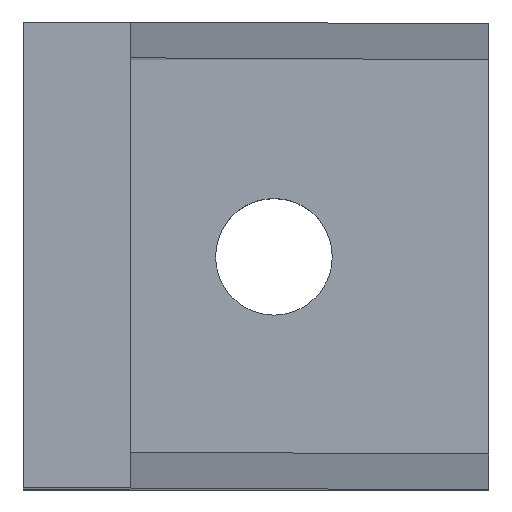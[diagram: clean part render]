
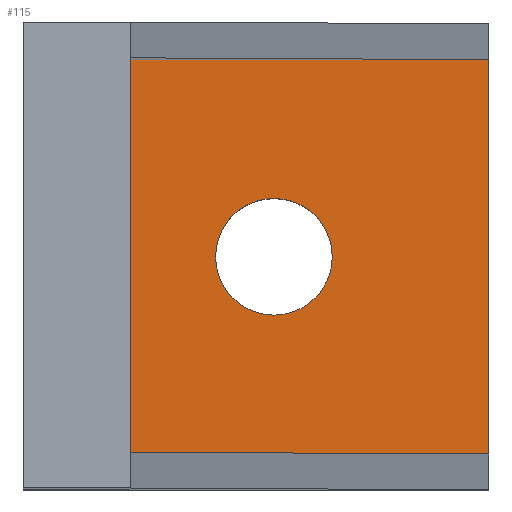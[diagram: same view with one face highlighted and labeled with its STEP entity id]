
A CAD part, top view. The second image highlights one B-rep face of the part: STEP entity #115.
In plain terms, the highlighted planar face has unit normal (0, 0, 1).
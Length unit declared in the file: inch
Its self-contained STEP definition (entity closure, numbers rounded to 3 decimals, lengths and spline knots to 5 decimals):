
#115=ADVANCED_FACE('',(#231,#232),#233,.T.);
#231=FACE_OUTER_BOUND('',#425,.T.);
#232=FACE_BOUND('',#426,.T.);
#233=PLANE('',#427);
#425=EDGE_LOOP('',(#668,#669,#670,#671,#672,#673));
#426=EDGE_LOOP('',(#674,#675,#676,#677));
#427=AXIS2_PLACEMENT_3D('',#678,#679,#680);
#668=ORIENTED_EDGE('',*,*,#814,.F.);
#669=ORIENTED_EDGE('',*,*,#765,.F.);
#670=ORIENTED_EDGE('',*,*,#788,.F.);
#671=ORIENTED_EDGE('',*,*,#744,.T.);
#672=ORIENTED_EDGE('',*,*,#775,.T.);
#673=ORIENTED_EDGE('',*,*,#803,.F.);
#674=ORIENTED_EDGE('',*,*,#712,.F.);
#675=ORIENTED_EDGE('',*,*,#810,.F.);
#676=ORIENTED_EDGE('',*,*,#761,.F.);
#677=ORIENTED_EDGE('',*,*,#769,.F.);
#678=CARTESIAN_POINT('',(0.813,0.81308,0.375));
#679=DIRECTION('',(0.,0.,1.0));
#680=DIRECTION('',(1.0,0.,0.));
#712=EDGE_CURVE('',#838,#839,#840,.T.);
#744=EDGE_CURVE('',#892,#887,#894,.T.);
#761=EDGE_CURVE('',#921,#922,#923,.T.);
#765=EDGE_CURVE('',#927,#859,#928,.T.);
#769=EDGE_CURVE('',#839,#921,#932,.T.);
#775=EDGE_CURVE('',#887,#937,#939,.T.);
#788=EDGE_CURVE('',#892,#927,#956,.T.);
#803=EDGE_CURVE('',#975,#937,#976,.T.);
#810=EDGE_CURVE('',#922,#838,#983,.T.);
#814=EDGE_CURVE('',#859,#975,#987,.T.);
#838=VERTEX_POINT('',#1027);
#839=VERTEX_POINT('',#1028);
#840=B_SPLINE_CURVE_WITH_KNOTS('',3,(#1029,#1030,#1031,#1032),.UNSPECIFIED.,.F.,.F.,(4,4),(-1.0,-0.0),.UNSPECIFIED.);
#859=VERTEX_POINT('',#1061);
#887=VERTEX_POINT('',#1110);
#892=VERTEX_POINT('',#1118);
#894=LINE('',#1121,#1122);
#921=VERTEX_POINT('',#1171);
#922=VERTEX_POINT('',#1172);
#923=B_SPLINE_CURVE_WITH_KNOTS('',3,(#1173,#1174,#1175,#1176),.UNSPECIFIED.,.F.,.F.,(4,4),(-1.0,-0.0),.UNSPECIFIED.);
#927=VERTEX_POINT('',#1182);
#928=LINE('',#1183,#1184);
#932=B_SPLINE_CURVE_WITH_KNOTS('',3,(#1190,#1191,#1192,#1193),.UNSPECIFIED.,.F.,.F.,(4,4),(-1.0,-0.0),.UNSPECIFIED.);
#937=VERTEX_POINT('',#1204);
#939=LINE('',#1207,#1208);
#956=LINE('',#1237,#1238);
#975=VERTEX_POINT('',#1271);
#976=LINE('',#1272,#1273);
#983=B_SPLINE_CURVE_WITH_KNOTS('',3,(#1283,#1284,#1285,#1286),.UNSPECIFIED.,.F.,.F.,(4,4),(-1.0,-0.0),.UNSPECIFIED.);
#987=LINE('',#1291,#1292);
#1027=CARTESIAN_POINT('',(0.67229,0.81308,0.375));
#1028=CARTESIAN_POINT('',(0.87561,0.60976,0.375));
#1029=CARTESIAN_POINT('',(0.67229,0.81308,0.375));
#1030=CARTESIAN_POINT('',(0.67229,0.70085,0.375));
#1031=CARTESIAN_POINT('',(0.76337,0.60976,0.375));
#1032=CARTESIAN_POINT('',(0.87561,0.60976,0.375));
#1061=CARTESIAN_POINT('',(1.626,0.125,0.375));
#1110=CARTESIAN_POINT('',(0.375,1.62578,0.375));
#1118=CARTESIAN_POINT('',(0.375,1.62617,0.375));
#1121=CARTESIAN_POINT('',(0.375,1.62617,0.375));
#1122=VECTOR('',#1322,1.0);
#1171=CARTESIAN_POINT('',(1.07893,0.81308,0.375));
#1172=CARTESIAN_POINT('',(0.87561,1.01638,0.375));
#1173=CARTESIAN_POINT('',(1.07893,0.81308,0.375));
#1174=CARTESIAN_POINT('',(1.07893,0.92532,0.375));
#1175=CARTESIAN_POINT('',(0.98785,1.01638,0.375));
#1176=CARTESIAN_POINT('',(0.87561,1.01638,0.375));
#1182=CARTESIAN_POINT('',(1.626,1.62617,0.375));
#1183=CARTESIAN_POINT('',(1.626,0.,0.375));
#1184=VECTOR('',#1332,1.0);
#1190=CARTESIAN_POINT('',(0.87561,0.60976,0.375));
#1191=CARTESIAN_POINT('',(0.98785,0.60976,0.375));
#1192=CARTESIAN_POINT('',(1.07893,0.70085,0.375));
#1193=CARTESIAN_POINT('',(1.07893,0.81308,0.375));
#1204=CARTESIAN_POINT('',(0.375,1.50117,0.375));
#1207=CARTESIAN_POINT('',(0.375,1.21992,0.375));
#1208=VECTOR('',#1336,1.0);
#1237=CARTESIAN_POINT('',(1.626,1.62617,0.375));
#1238=VECTOR('',#1343,1.0);
#1271=CARTESIAN_POINT('',(0.375,0.125,0.375));
#1272=CARTESIAN_POINT('',(0.375,0.81337,0.375));
#1273=VECTOR('',#1352,1.0);
#1283=CARTESIAN_POINT('',(0.87561,1.01638,0.375));
#1284=CARTESIAN_POINT('',(0.76337,1.01638,0.375));
#1285=CARTESIAN_POINT('',(0.67229,0.92532,0.375));
#1286=CARTESIAN_POINT('',(0.67229,0.81308,0.375));
#1291=CARTESIAN_POINT('',(0.77656,0.125,0.375));
#1292=VECTOR('',#1357,1.0);
#1322=DIRECTION('',(0.,-1.0,0.0));
#1332=DIRECTION('',(-0.0,-1.0,-0.0));
#1336=DIRECTION('',(0.0,-1.0,0.));
#1343=DIRECTION('',(1.0,0.0,0.));
#1352=DIRECTION('',(0.0,1.0,0.));
#1357=DIRECTION('',(-1.0,0.,0.));
